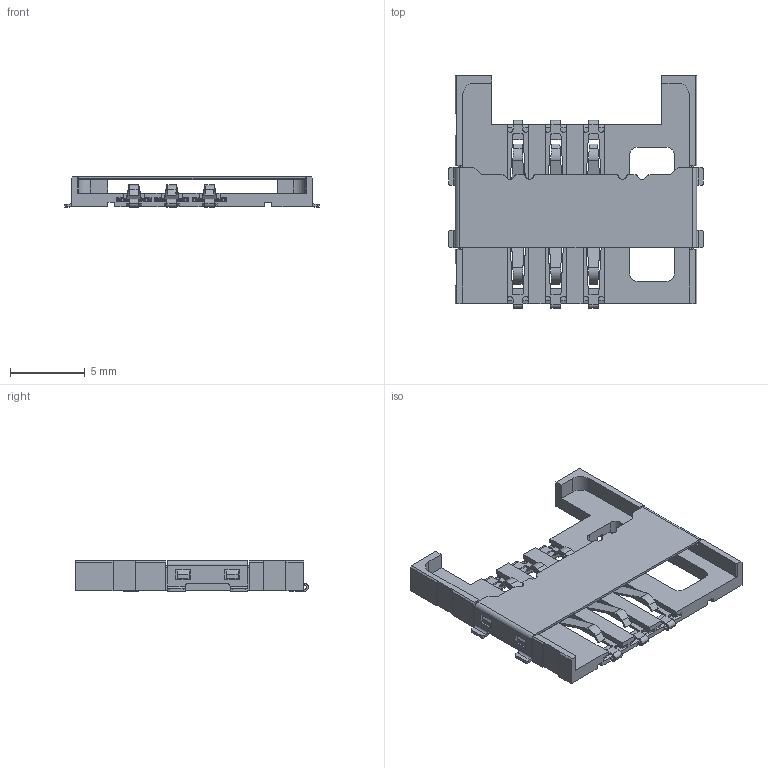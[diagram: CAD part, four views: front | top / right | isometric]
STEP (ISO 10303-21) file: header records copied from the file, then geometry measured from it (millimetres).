
FILE_DESCRIPTION(('STEP AP214'),'1');
FILE_NAME('47308-0001.stp','2020-10-27T08:02:49',('TraceParts'),('TraceParts S.A.'),'Spatial InterOp 3D',' ',' ');
FILE_SCHEMA(('AUTOMOTIVE_DESIGN { 1 0 10303 214 1 1 1 1 }'));
Length unit declared in the file: millimetre
Products named in the file (1): 47308-0001_1
Bounding box: 17.1 x 15.6 x 2.05 mm (x, y, z)
Volume: 158.4 mm3; surface area: 882.7 mm2
Topology: 2 solids, 2 shells, 734 faces, 2105 edges, 1412 vertices
Faces by surface type: plane 566, cylinder 144, cone 24
Entity records: 23703 total; most frequent: CARTESIAN_POINT 4312, ORIENTED_EDGE 4130, DIRECTION 3831, EDGE_CURVE 2065, LINE 1785, VECTOR 1785, VERTEX_POINT 1332, AXIS2_PLACEMENT_3D 1023
